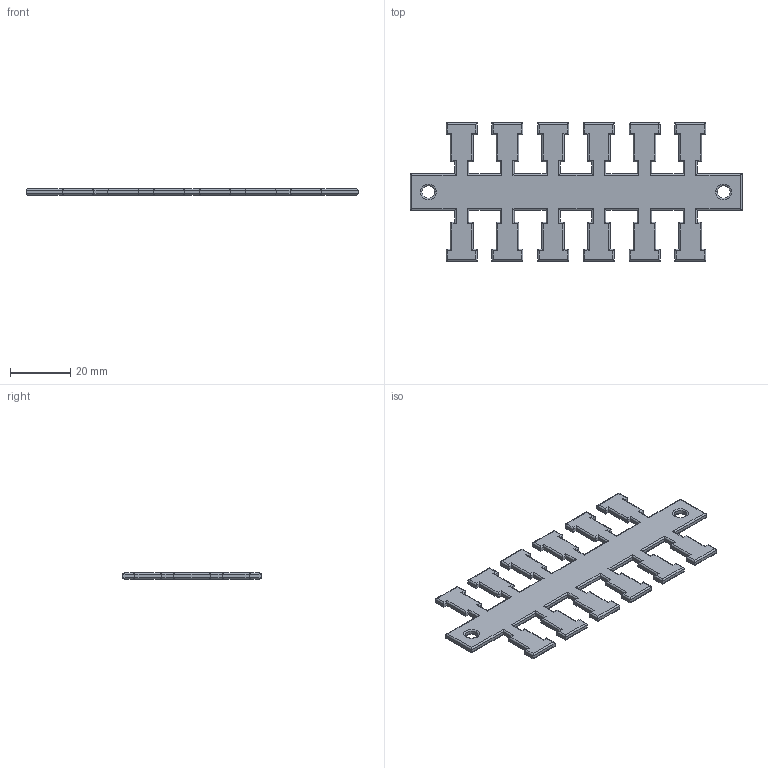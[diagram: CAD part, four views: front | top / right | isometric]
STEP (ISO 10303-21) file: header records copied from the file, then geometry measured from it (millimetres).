
FILE_DESCRIPTION (( 'STEP AP214' ), '1' );
FILE_NAME ('1041-033.STEP', '2024-08-28T08:42:02', ( '' ), ( '' ), 'SwSTEP 2.0', 'SolidWorks 2022', '' );
FILE_SCHEMA (( 'AUTOMOTIVE_DESIGN' ));
Length unit declared in the file: millimetre
Products named in the file (1): 1041-033
Bounding box: 110.14 x 45.85 x 2 mm (x, y, z)
Volume: 5563.6 mm3; surface area: 6922.6 mm2
Topology: 1 solids, 1 shells, 464 faces, 1078 edges, 612 vertices
Faces by surface type: cylinder 302, plane 150, torus 8, sphere 4
Entity records: 12540 total; most frequent: CARTESIAN_POINT 3027, ORIENTED_EDGE 2148, DIRECTION 1748, EDGE_CURVE 1074, VECTOR 746, LINE 746, VERTEX_POINT 612, AXIS2_PLACEMENT_3D 501
